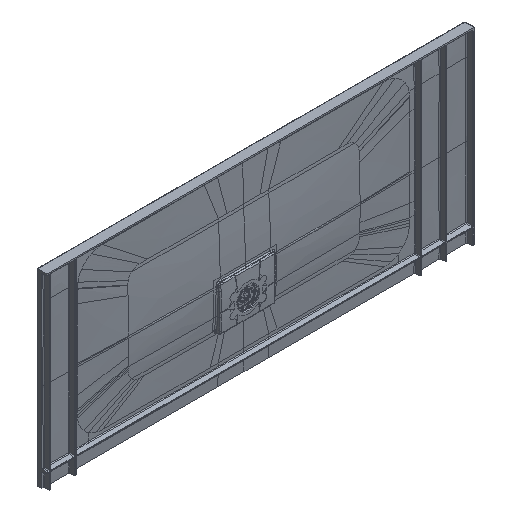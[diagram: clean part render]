
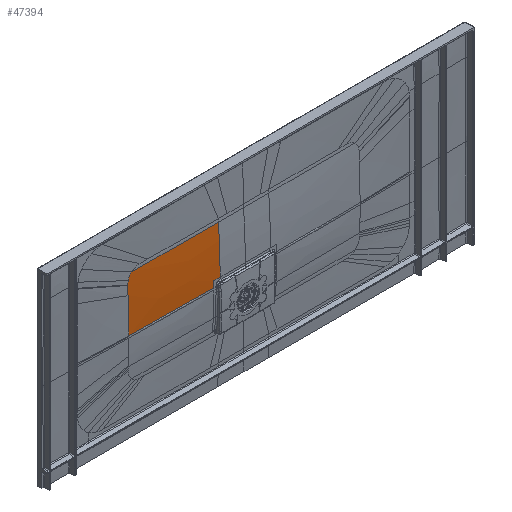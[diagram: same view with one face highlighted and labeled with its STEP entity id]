
A CAD part, isometric view. The second image highlights one B-rep face of the part: STEP entity #47394.
In plain terms, the highlighted free-form (B-spline) face has degree [3, 3] with [4, 4] control points.
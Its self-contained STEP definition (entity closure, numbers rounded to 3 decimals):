
#10912=CARTESIAN_POINT('',(-125.111,-27.962,
45.151));
#10913=CARTESIAN_POINT('',(-125.111,-27.923,
53.517));
#10914=CARTESIAN_POINT('',(-125.11,-27.855,
61.882));
#10915=CARTESIAN_POINT('',(-125.11,-27.758,
70.247));
#10917=CARTESIAN_POINT('',(-125.11,-27.758,
70.247));
#10918=CARTESIAN_POINT('',(-116.763,-27.773,
70.247));
#10919=CARTESIAN_POINT('',(-108.415,-27.78,
70.249));
#10920=CARTESIAN_POINT('',(-100.068,-27.78,
70.249));
#11426=CARTESIAN_POINT('',(-442.971,-19.367,
255.089));
#12597=CARTESIAN_POINT('',(-100.082,-20.844,
255.463));
#12598=CARTESIAN_POINT('',(-214.39,-20.844,
255.463));
#12599=CARTESIAN_POINT('',(-328.688,-20.284,
255.313));
#12600=CARTESIAN_POINT('',(-442.971,-19.367,
255.089));
#12625=CARTESIAN_POINT('',(-459.999,-23.727,
45.186));
#12626=CARTESIAN_POINT('',(-459.998,-23.617,
60.473));
#12627=CARTESIAN_POINT('',(-459.997,-23.3,
91.053));
#12628=CARTESIAN_POINT('',(-459.997,-22.541,
136.928));
#12629=CARTESIAN_POINT('',(-459.999,-21.845,
167.516));
#12630=CARTESIAN_POINT('',(-460.,-21.449,
182.81));
#12632=CARTESIAN_POINT('',(-460.,-21.449,
182.81));
#12633=CARTESIAN_POINT('',(-459.997,-21.349,
186.71));
#12634=CARTESIAN_POINT('',(-459.994,-21.141,
194.481));
#12635=CARTESIAN_POINT('',(-460.009,-20.815,
206.044));
#12636=CARTESIAN_POINT('',(-460.004,-20.587,
213.692));
#12637=CARTESIAN_POINT('',(-460.,-20.471,
217.5));
#12639=CARTESIAN_POINT('',(-460.,-20.471,
217.5));
#12640=CARTESIAN_POINT('',(-460.,-20.465,
217.7));
#12641=CARTESIAN_POINT('',(-459.998,-20.453,
218.101));
#12642=CARTESIAN_POINT('',(-459.987,-20.434,
218.702));
#12643=CARTESIAN_POINT('',(-459.975,-20.422,
219.103));
#12644=CARTESIAN_POINT('',(-459.967,-20.416,
219.303));
#12646=CARTESIAN_POINT('',(-459.967,-20.416,
219.303));
#12647=CARTESIAN_POINT('',(-459.934,-20.388,
220.227));
#12648=CARTESIAN_POINT('',(-459.817,-20.332,
222.069));
#12649=CARTESIAN_POINT('',(-459.487,-20.25,
224.82));
#12650=CARTESIAN_POINT('',(-459.006,-20.169,
227.547));
#12651=CARTESIAN_POINT('',(-458.375,-20.09,
230.244));
#12652=CARTESIAN_POINT('',(-457.856,-20.038,
232.014));
#12653=CARTESIAN_POINT('',(-457.572,-20.012,
232.892));
#12655=CARTESIAN_POINT('',(-457.572,-20.012,
232.892));
#12656=CARTESIAN_POINT('',(-457.255,-19.983,
233.874));
#12657=CARTESIAN_POINT('',(-456.568,-19.927,
235.795));
#12658=CARTESIAN_POINT('',(-455.389,-19.846,
238.559));
#12659=CARTESIAN_POINT('',(-454.076,-19.77,
241.193));
#12660=CARTESIAN_POINT('',(-452.581,-19.694,
243.791));
#12661=CARTESIAN_POINT('',(-450.952,-19.622,
246.262));
#12662=CARTESIAN_POINT('',(-449.163,-19.553,
248.649));
#12663=CARTESIAN_POINT('',(-447.268,-19.488,
250.887));
#12664=CARTESIAN_POINT('',(-445.211,-19.426,
253.044));
#12665=CARTESIAN_POINT('',(-443.736,-19.387,
254.418));
#12666=CARTESIAN_POINT('',(-442.971,-19.367,
255.089));
#12676=CARTESIAN_POINT('',(-459.999,-23.727,
45.186));
#12677=CARTESIAN_POINT('',(-348.391,-26.348,
45.197));
#12678=CARTESIAN_POINT('',(-236.753,-27.776,
45.157));
#12679=CARTESIAN_POINT('',(-125.111,-27.962,
45.151));
#12711=CARTESIAN_POINT('',(-99.702,3556.9,
28.759));
#12712=DIRECTION('',(-1.,0.,0.));
#12713=DIRECTION('',(0.,-1.,0.012));
#12714=AXIS2_PLACEMENT_3D('',#12711,#12712,#12713);
#17572=CARTESIAN_POINT('',(-459.967,-20.416,
219.303));
#17574=VERTEX_POINT('',#17572);
#17575=CARTESIAN_POINT('',(-457.572,-20.012,
232.892));
#17576=VERTEX_POINT('',#17575);
#17578=VERTEX_POINT('',#11426);
#17696=CARTESIAN_POINT('',(-459.999,-23.727,
45.186));
#17697=VERTEX_POINT('',#17696);
#17698=CARTESIAN_POINT('',(-460.,-21.449,
182.81));
#17699=VERTEX_POINT('',#17698);
#17701=CARTESIAN_POINT('',(-460.,-20.471,
217.5));
#17702=VERTEX_POINT('',#17701);
#17703=VERTEX_POINT('',#12679);
#17704=CARTESIAN_POINT('',(-100.075,-27.78,
70.249));
#17705=CARTESIAN_POINT('',(-100.075,-20.845,
255.463));
#17706=VERTEX_POINT('',#17704);
#17707=VERTEX_POINT('',#17705);
#17708=VERTEX_POINT('',#10917);
#47363=CARTESIAN_POINT('',(-463.522,-19.125,
257.146));
#47364=CARTESIAN_POINT('',(-463.673,-21.649,
185.837));
#47365=CARTESIAN_POINT('',(-463.758,-23.158,
114.463));
#47366=CARTESIAN_POINT('',(-463.775,-23.653,
43.085));
#47367=CARTESIAN_POINT('',(-341.186,-20.115,
257.396));
#47368=CARTESIAN_POINT('',(-341.31,-23.866,
186.033));
#47369=CARTESIAN_POINT('',(-341.368,-26.014,
114.567));
#47370=CARTESIAN_POINT('',(-341.363,-26.558,
43.096));
#47371=CARTESIAN_POINT('',(-218.832,-20.723,
257.567));
#47372=CARTESIAN_POINT('',(-218.902,-25.307,
186.154));
#47373=CARTESIAN_POINT('',(-218.929,-27.741,
114.603));
#47374=CARTESIAN_POINT('',(-218.916,-28.02,
43.045));
#47375=CARTESIAN_POINT('',(-96.469,-20.711,
257.564));
#47376=CARTESIAN_POINT('',(-96.467,-25.278,
186.152));
#47377=CARTESIAN_POINT('',(-96.466,-27.706,
114.603));
#47378=CARTESIAN_POINT('',(-96.467,-27.991,
43.046));
#47379=B_SPLINE_SURFACE_WITH_KNOTS('',3,3,((#47363,#47364,#47365,#47366),
(#47367,#47368,#47369,#47370),(#47371,#47372,#47373,#47374),(#47375,#47376,
#47377,#47378)),.UNSPECIFIED.,.F.,.F.,.F.,(4,4),(4,4),(0.384,
1.006),(0.244,0.981),.UNSPECIFIED.);
#47381=ORIENTED_EDGE('',*,*,#47380,.F.);
#47382=ORIENTED_EDGE('',*,*,#45225,.T.);
#47383=ORIENTED_EDGE('',*,*,#45260,.T.);
#47384=ORIENTED_EDGE('',*,*,#45295,.T.);
#47385=ORIENTED_EDGE('',*,*,#45330,.T.);
#47386=ORIENTED_EDGE('',*,*,#45365,.T.);
#47387=ORIENTED_EDGE('',*,*,#47356,.F.);
#47389=ORIENTED_EDGE('',*,*,#47388,.F.);
#47390=ORIENTED_EDGE('',*,*,#44161,.F.);
#47391=ORIENTED_EDGE('',*,*,#44159,.F.);
#47392=EDGE_LOOP('',(#47381,#47382,#47383,#47384,#47385,#47386,#47387,#47389,
#47390,#47391));
#47393=FACE_OUTER_BOUND('',#47392,.F.);
#47394=ADVANCED_FACE('',(#47393),#47379,.F.);
#10916=B_SPLINE_CURVE_WITH_KNOTS('',3,(#10912,#10913,#10914,#10915),
.UNSPECIFIED.,.F.,.F.,(4,4),(0.,1.),.UNSPECIFIED.);
#10921=B_SPLINE_CURVE_WITH_KNOTS('',3,(#10917,#10918,#10919,#10920),
.UNSPECIFIED.,.F.,.F.,(4,4),(0.,1.),.UNSPECIFIED.);
#12601=B_SPLINE_CURVE_WITH_KNOTS('',3,(#12597,#12598,#12599,#12600),
.UNSPECIFIED.,.F.,.F.,(4,4),(0.,1.),.UNSPECIFIED.);
#12631=B_SPLINE_CURVE_WITH_KNOTS('',3,(#12625,#12626,#12627,#12628,#12629,
#12630),.UNSPECIFIED.,.F.,.F.,(4,1,1,4),(0.,0.333,
0.667,1.),.UNSPECIFIED.);
#12638=B_SPLINE_CURVE_WITH_KNOTS('',3,(#12632,#12633,#12634,#12635,#12636,
#12637),.UNSPECIFIED.,.F.,.F.,(4,1,1,4),(0.,0.333,
0.667,1.),.UNSPECIFIED.);
#12645=B_SPLINE_CURVE_WITH_KNOTS('',3,(#12639,#12640,#12641,#12642,#12643,
#12644),.UNSPECIFIED.,.F.,.F.,(4,1,1,4),(0.,0.333,
0.667,1.),.UNSPECIFIED.);
#12654=B_SPLINE_CURVE_WITH_KNOTS('',3,(#12646,#12647,#12648,#12649,#12650,
#12651,#12652,#12653),.UNSPECIFIED.,.F.,.F.,(4,1,1,1,1,4),(0.,0.2,0.4,
0.6,0.8,1.),.UNSPECIFIED.);
#12667=B_SPLINE_CURVE_WITH_KNOTS('',3,(#12655,#12656,#12657,#12658,#12659,
#12660,#12661,#12662,#12663,#12664,#12665,#12666),.UNSPECIFIED.,.F.,.F.,(4,1,1,
1,1,1,1,1,1,4),(0.,0.111,0.222,0.333,
0.444,0.556,0.667,0.778,
0.889,1.),.UNSPECIFIED.);
#12680=B_SPLINE_CURVE_WITH_KNOTS('',3,(#12676,#12677,#12678,#12679),
.UNSPECIFIED.,.F.,.F.,(4,4),(0.,1.),.UNSPECIFIED.);
#12715=CIRCLE('',#12714,3584.92);
#44159=EDGE_CURVE('',#17703,#17708,#10916,.T.);
#44161=EDGE_CURVE('',#17708,#17706,#10921,.T.);
#45225=EDGE_CURVE('',#17697,#17699,#12631,.T.);
#45260=EDGE_CURVE('',#17699,#17702,#12638,.T.);
#45295=EDGE_CURVE('',#17702,#17574,#12645,.T.);
#45330=EDGE_CURVE('',#17574,#17576,#12654,.T.);
#45365=EDGE_CURVE('',#17576,#17578,#12667,.T.);
#47356=EDGE_CURVE('',#17707,#17578,#12601,.T.);
#47380=EDGE_CURVE('',#17697,#17703,#12680,.T.);
#47388=EDGE_CURVE('',#17706,#17707,#12715,.T.);
